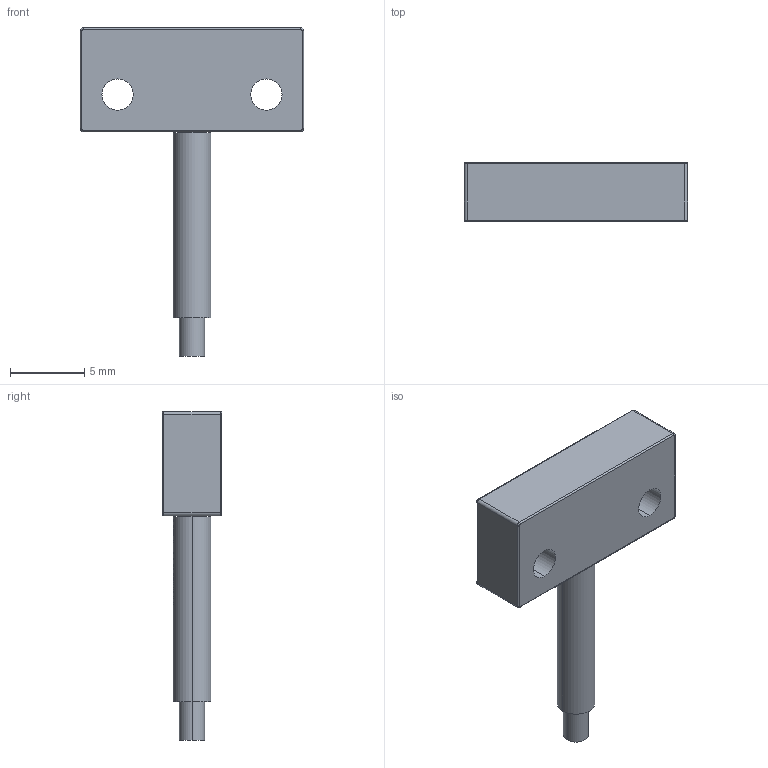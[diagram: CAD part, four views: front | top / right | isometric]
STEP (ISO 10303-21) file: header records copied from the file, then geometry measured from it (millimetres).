
FILE_DESCRIPTION (( 'STEP AP203' ), '1' );
FILE_NAME ('PT-F54UA.STEP', '2016-06-30T02:07:43', ( '' ), ( '' ), 'SwSTEP 2.0', 'SolidWorks 2013', '' );
FILE_SCHEMA (( 'CONFIG_CONTROL_DESIGN' ));
Length unit declared in the file: millimetre
Products named in the file (1): PT-F54UA
Bounding box: 15 x 4 x 22.1 mm (x, y, z)
Volume: 445.4 mm3; surface area: 684.2 mm2
Topology: 2 solids, 2 shells, 243 faces, 625 edges, 410 vertices
Faces by surface type: plane 183, cylinder 28, bspline 20, torus 8, cone 4
Entity records: 8731 total; most frequent: CARTESIAN_POINT 2807, ORIENTED_EDGE 1250, DIRECTION 1132, EDGE_CURVE 625, VECTOR 444, LINE 444, VERTEX_POINT 410, AXIS2_PLACEMENT_3D 344
